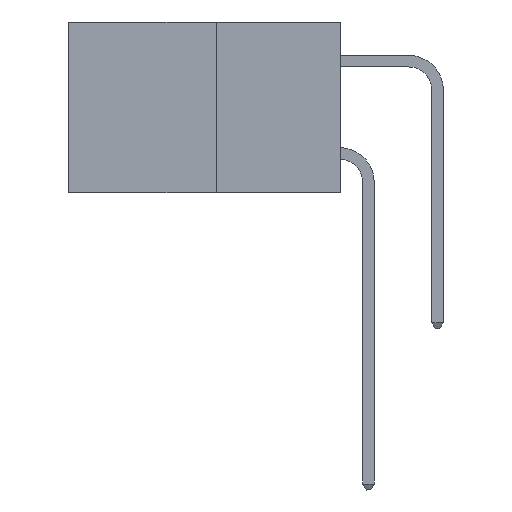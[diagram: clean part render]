
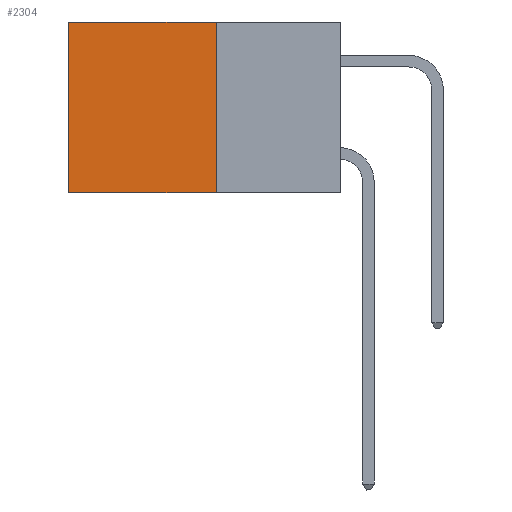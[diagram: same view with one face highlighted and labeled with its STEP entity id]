
A CAD part, left-side view. The second image highlights one B-rep face of the part: STEP entity #2304.
In plain terms, the highlighted planar face has unit normal (-1, 0, 0).
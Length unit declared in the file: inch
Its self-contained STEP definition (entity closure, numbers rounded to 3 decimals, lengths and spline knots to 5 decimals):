
#989 = FACE_OUTER_BOUND ( 'NONE', #2380, .T. ) ;
#1610 = ORIENTED_EDGE ( 'NONE', *, *, #8074, .F. ) ;
#1660 = EDGE_CURVE ( 'NONE', #11543, #13858, #10429, .T. ) ;
#2120 = CARTESIAN_POINT ( 'NONE',  ( 0.277, 0.27, -0.37 ) ) ;
#2304 = ADVANCED_FACE ( 'NONE', ( #989 ), #2591, .F. ) ;
#2380 = EDGE_LOOP ( 'NONE', ( #11886, #13241, #1610, #7957 ) ) ;
#2591 = PLANE ( 'NONE',  #9677 ) ;
#3490 = DIRECTION ( 'NONE',  ( 0., 1., 0. ) ) ;
#4431 = EDGE_CURVE ( 'NONE', #7148, #13858, #17269, .T. ) ;
#5024 = CARTESIAN_POINT ( 'NONE',  ( 0.277, 0.27, -0.37 ) ) ;
#5236 = CARTESIAN_POINT ( 'NONE',  ( 0.277, 0.27, 0. ) ) ;
#5469 = LINE ( 'NONE', #6880, #5896 ) ;
#5668 = DIRECTION ( 'NONE',  ( 0., 0., -1. ) ) ;
#5896 = VECTOR ( 'NONE', #16209, 39.37008 ) ;
#6880 = CARTESIAN_POINT ( 'NONE',  ( 0.277, 0.27, 0. ) ) ;
#7148 = VERTEX_POINT ( 'NONE', #5024 ) ;
#7957 = ORIENTED_EDGE ( 'NONE', *, *, #9897, .T. ) ;
#8074 = EDGE_CURVE ( 'NONE', #13034, #7148, #12709, .T. ) ;
#8879 = CARTESIAN_POINT ( 'NONE',  ( 0.277, 0.59, 0. ) ) ;
#9677 = AXIS2_PLACEMENT_3D ( 'NONE', #13001, #9872, #11006 ) ;
#9872 = DIRECTION ( 'NONE',  ( 1., 0., 0. ) ) ;
#9897 = EDGE_CURVE ( 'NONE', #13034, #11543, #5469, .T. ) ;
#10429 = LINE ( 'NONE', #17342, #16999 ) ;
#10949 = CARTESIAN_POINT ( 'NONE',  ( 0.277, 0.27, -0.37 ) ) ;
#11006 = DIRECTION ( 'NONE',  ( 0., 0., -1. ) ) ;
#11543 = VERTEX_POINT ( 'NONE', #8879 ) ;
#11886 = ORIENTED_EDGE ( 'NONE', *, *, #1660, .T. ) ;
#12709 = LINE ( 'NONE', #10949, #16204 ) ;
#13001 = CARTESIAN_POINT ( 'NONE',  ( 0.277, 0.27, -0.37 ) ) ;
#13034 = VERTEX_POINT ( 'NONE', #5236 ) ;
#13241 = ORIENTED_EDGE ( 'NONE', *, *, #4431, .F. ) ;
#13631 = DIRECTION ( 'NONE',  ( 0., 0., -1. ) ) ;
#13858 = VERTEX_POINT ( 'NONE', #15144 ) ;
#13860 = VECTOR ( 'NONE', #3490, 39.37008 ) ;
#15144 = CARTESIAN_POINT ( 'NONE',  ( 0.277, 0.59, -0.37 ) ) ;
#16204 = VECTOR ( 'NONE', #13631, 39.37008 ) ;
#16209 = DIRECTION ( 'NONE',  ( 0., 1., 0. ) ) ;
#16999 = VECTOR ( 'NONE', #5668, 39.37008 ) ;
#17269 = LINE ( 'NONE', #2120, #13860 ) ;
#17342 = CARTESIAN_POINT ( 'NONE',  ( 0.277, 0.59, -0.37 ) ) ;
